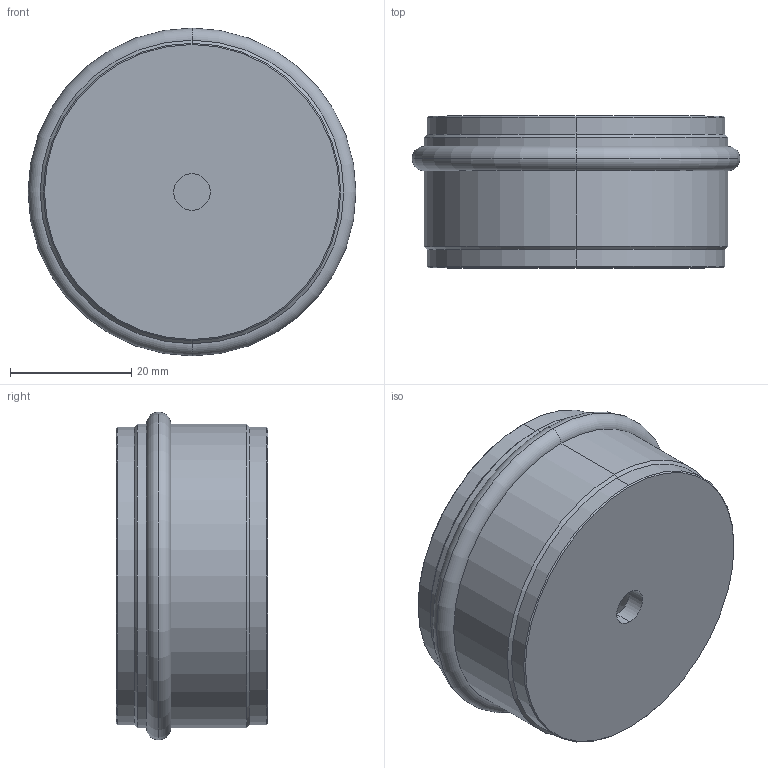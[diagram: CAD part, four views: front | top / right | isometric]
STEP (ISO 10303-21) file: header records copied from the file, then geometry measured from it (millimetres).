
FILE_DESCRIPTION (( 'STEP AP214' ), '1' );
FILE_NAME ('DOOR STOP FLOOR MOUNTED.STEP', '2020-03-05T14:50:29', ( '' ), ( '' ), 'SwSTEP 2.0', 'SolidWorks 2018', '' );
FILE_SCHEMA (( 'AUTOMOTIVE_DESIGN' ));
Length unit declared in the file: millimetre
Products named in the file (5): DSFM-P01 - Door Stop Floor Mounted - Main Body_01 - 50mm; DOOR STOP FLOOR MOUNTED; DSFM-P02 - Door Stop Floor Mounted - Top Cap_02 - Bottom 50mm; DSFM-P03 - Door Stop Floor Mounted - O-Ring_T=4 ID = 46 When Fitted; DSFM-P02 - Door Stop Floor Mounted - Top Cap_01 - Top 50mm
Assembly tree (4 placements, depth 2):
  DOOR STOP FLOOR MOUNTED
    DSFM-P01 - Door Stop Floor Mounted - Main Body_01 - 50mm
    DSFM-P02 - Door Stop Floor Mounted - Top Cap_01 - Top 50mm
    DSFM-P03 - Door Stop Floor Mounted - O-Ring_T=4 ID = 46 When Fitted
    DSFM-P02 - Door Stop Floor Mounted - Top Cap_02 - Bottom 50mm
Bounding box: 54 x 25 x 54 mm (x, y, z)
Volume: 36926.4 mm3; surface area: 19167.9 mm2
Topology: 4 solids, 4 shells, 52 faces, 102 edges, 62 vertices
Faces by surface type: cylinder 22, cone 14, plane 12, torus 4
Entity records: 1624 total; most frequent: DIRECTION 286, CARTESIAN_POINT 223, ORIENTED_EDGE 204, AXIS2_PLACEMENT_3D 125, EDGE_CURVE 102, CIRCLE 66, EDGE_LOOP 62, VERTEX_POINT 62
